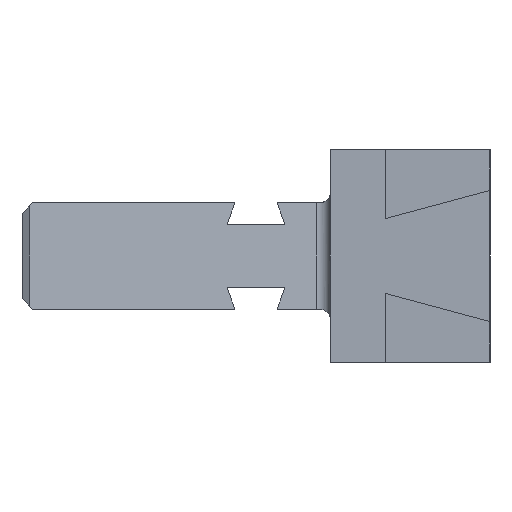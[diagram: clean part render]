
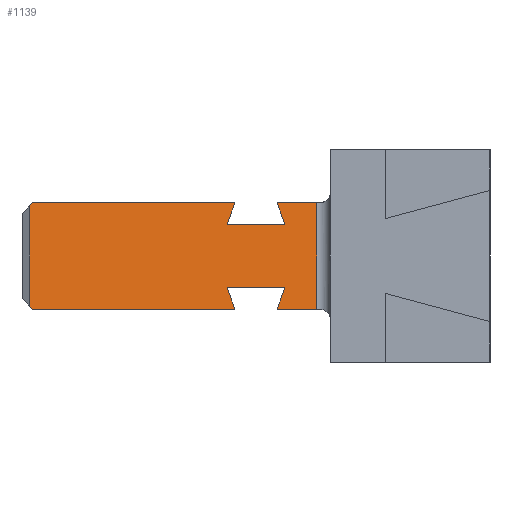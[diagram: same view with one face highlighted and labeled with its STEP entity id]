
A CAD part, left-side view. The second image highlights one B-rep face of the part: STEP entity #1139.
In plain terms, the highlighted planar face has unit normal (-0.966, -0.259, 0).
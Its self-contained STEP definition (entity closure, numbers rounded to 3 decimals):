
#17 = ORIENTED_EDGE ( 'NONE', *, *, #684, .T. ) ;
#40 = VERTEX_POINT ( 'NONE', #1021 ) ;
#47 = EDGE_CURVE ( 'NONE', #102, #125, #1390, .T. ) ;
#82 = FACE_OUTER_BOUND ( 'NONE', #120, .T. ) ;
#102 = VERTEX_POINT ( 'NONE', #1601 ) ;
#120 = EDGE_LOOP ( 'NONE', ( #17, #1355, #2357, #2176, #1303, #1989, #1375, #2406, #2384, #504, #1920, #1778, #442, #1791 ) ) ;
#125 = VERTEX_POINT ( 'NONE', #2419 ) ;
#130 = LINE ( 'NONE', #2307, #2009 ) ;
#198 = VERTEX_POINT ( 'NONE', #856 ) ;
#200 = EDGE_CURVE ( 'NONE', #125, #1639, #1844, .T. ) ;
#238 = CARTESIAN_POINT ( 'NONE',  ( -7.575, 28.271, -5. ) ) ;
#243 = LINE ( 'NONE', #1037, #1336 ) ;
#245 = EDGE_CURVE ( 'NONE', #198, #2014, #330, .T. ) ;
#290 = DIRECTION ( 'NONE',  ( 0.259, -0.966, 0. ) ) ;
#330 = LINE ( 'NONE', #916, #1866 ) ;
#411 = DIRECTION ( 'NONE',  ( 0.259, -0.966, 0. ) ) ;
#442 = ORIENTED_EDGE ( 'NONE', *, *, #1210, .F. ) ;
#445 = DIRECTION ( 'NONE',  ( 0., 0., -1. ) ) ;
#446 = DIRECTION ( 'NONE',  ( -0.091, 0.341, 0.936 ) ) ;
#463 = LINE ( 'NONE', #2007, #2205 ) ;
#484 = LINE ( 'NONE', #1034, #1624 ) ;
#504 = ORIENTED_EDGE ( 'NONE', *, *, #1753, .F. ) ;
#560 = CARTESIAN_POINT ( 'NONE',  ( 0., 0., -2.971 ) ) ;
#684 = EDGE_CURVE ( 'NONE', #699, #102, #130, .T. ) ;
#699 = VERTEX_POINT ( 'NONE', #1389 ) ;
#700 = CARTESIAN_POINT ( 'NONE',  ( 0., 0., -5. ) ) ;
#705 = CARTESIAN_POINT ( 'NONE',  ( -3.618, 13.504, -19.474 ) ) ;
#714 = VECTOR ( 'NONE', #2445, 1000. ) ;
#796 = VECTOR ( 'NONE', #445, 1000. ) ;
#808 = VERTEX_POINT ( 'NONE', #1261 ) ;
#815 = CARTESIAN_POINT ( 'NONE',  ( -7.497, 27.978, -5. ) ) ;
#856 = CARTESIAN_POINT ( 'NONE',  ( -2.6, 9.703, 2.971 ) ) ;
#858 = CARTESIAN_POINT ( 'NONE',  ( -0.322, 1.203, -5.469 ) ) ;
#879 = DIRECTION ( 'NONE',  ( -0.091, 0.341, -0.936 ) ) ;
#916 = CARTESIAN_POINT ( 'NONE',  ( 0., 0., 2.971 ) ) ;
#929 = DIRECTION ( 'NONE',  ( -0.186, 0.695, -0.695 ) ) ;
#956 = DIRECTION ( 'NONE',  ( 0.259, -0.966, 0. ) ) ;
#957 = VERTEX_POINT ( 'NONE', #1064 ) ;
#1021 = CARTESIAN_POINT ( 'NONE',  ( -1.145, 4.275, -2.971 ) ) ;
#1034 = CARTESIAN_POINT ( 'NONE',  ( -2.957, 11.037, -0.694 ) ) ;
#1037 = CARTESIAN_POINT ( 'NONE',  ( 0., 0., -5. ) ) ;
#1064 = CARTESIAN_POINT ( 'NONE',  ( -2.402, 8.964, 5. ) ) ;
#1072 = CARTESIAN_POINT ( 'NONE',  ( -0.337, 1.259, -5. ) ) ;
#1086 = VECTOR ( 'NONE', #1742, 1000. ) ;
#1122 = VECTOR ( 'NONE', #1643, 1000. ) ;
#1139 = ADVANCED_FACE ( 'NONE', ( #82 ), #2282, .T. ) ;
#1176 = EDGE_CURVE ( 'NONE', #1569, #1967, #2000, .T. ) ;
#1210 = EDGE_CURVE ( 'NONE', #957, #198, #484, .T. ) ;
#1226 = CARTESIAN_POINT ( 'NONE',  ( -0.337, 1.259, 5. ) ) ;
#1237 = EDGE_CURVE ( 'NONE', #2014, #2527, #2215, .T. ) ;
#1246 = DIRECTION ( 'NONE',  ( 0.091, -0.341, 0.936 ) ) ;
#1261 = CARTESIAN_POINT ( 'NONE',  ( -1.343, 5.013, -5. ) ) ;
#1301 = CARTESIAN_POINT ( 'NONE',  ( 0., 0., -5. ) ) ;
#1303 = ORIENTED_EDGE ( 'NONE', *, *, #1176, .F. ) ;
#1327 = LINE ( 'NONE', #2115, #2248 ) ;
#1336 = VECTOR ( 'NONE', #411, 1000. ) ;
#1355 = ORIENTED_EDGE ( 'NONE', *, *, #47, .T. ) ;
#1356 = CARTESIAN_POINT ( 'NONE',  ( -2.103, 7.85, -8.062 ) ) ;
#1365 = EDGE_CURVE ( 'NONE', #699, #957, #1327, .T. ) ;
#1374 = VECTOR ( 'NONE', #1603, 1000. ) ;
#1375 = ORIENTED_EDGE ( 'NONE', *, *, #2084, .F. ) ;
#1389 = CARTESIAN_POINT ( 'NONE',  ( -7.497, 27.978, 5. ) ) ;
#1390 = LINE ( 'NONE', #238, #796 ) ;
#1415 = AXIS2_PLACEMENT_3D ( 'NONE', #1301, #1654, #2273 ) ;
#1455 = VECTOR ( 'NONE', #1514, 1000. ) ;
#1495 = LINE ( 'NONE', #560, #2008 ) ;
#1514 = DIRECTION ( 'NONE',  ( 0.259, -0.966, 0. ) ) ;
#1569 = VERTEX_POINT ( 'NONE', #2364 ) ;
#1601 = CARTESIAN_POINT ( 'NONE',  ( -7.575, 28.271, 4.707 ) ) ;
#1603 = DIRECTION ( 'NONE',  ( 0., 0., 1. ) ) ;
#1624 = VECTOR ( 'NONE', #879, 1000. ) ;
#1639 = VERTEX_POINT ( 'NONE', #815 ) ;
#1643 = DIRECTION ( 'NONE',  ( 0.186, -0.695, -0.695 ) ) ;
#1654 = DIRECTION ( 'NONE',  ( -0.966, -0.259, 0. ) ) ;
#1683 = LINE ( 'NONE', #700, #1455 ) ;
#1692 = VERTEX_POINT ( 'NONE', #2427 ) ;
#1736 = CARTESIAN_POINT ( 'NONE',  ( -2.402, 8.964, -5. ) ) ;
#1742 = DIRECTION ( 'NONE',  ( 0.091, -0.341, -0.936 ) ) ;
#1753 = EDGE_CURVE ( 'NONE', #2527, #1692, #1886, .T. ) ;
#1778 = ORIENTED_EDGE ( 'NONE', *, *, #245, .F. ) ;
#1791 = ORIENTED_EDGE ( 'NONE', *, *, #1365, .F. ) ;
#1844 = LINE ( 'NONE', #705, #1122 ) ;
#1866 = VECTOR ( 'NONE', #956, 1000. ) ;
#1886 = LINE ( 'NONE', #2258, #714 ) ;
#1920 = ORIENTED_EDGE ( 'NONE', *, *, #1237, .F. ) ;
#1940 = CARTESIAN_POINT ( 'NONE',  ( -1.343, 5.013, 5. ) ) ;
#1967 = VERTEX_POINT ( 'NONE', #1736 ) ;
#1987 = LINE ( 'NONE', #1226, #1374 ) ;
#1989 = ORIENTED_EDGE ( 'NONE', *, *, #2487, .F. ) ;
#2000 = LINE ( 'NONE', #1356, #1086 ) ;
#2007 = CARTESIAN_POINT ( 'NONE',  ( -1.176, 4.39, -3.287 ) ) ;
#2008 = VECTOR ( 'NONE', #2117, 1000. ) ;
#2009 = VECTOR ( 'NONE', #929, 1000. ) ;
#2014 = VERTEX_POINT ( 'NONE', #2240 ) ;
#2084 = EDGE_CURVE ( 'NONE', #808, #40, #463, .T. ) ;
#2115 = CARTESIAN_POINT ( 'NONE',  ( 0., 0., 5. ) ) ;
#2117 = DIRECTION ( 'NONE',  ( -0.259, 0.966, 0. ) ) ;
#2150 = EDGE_CURVE ( 'NONE', #1639, #1967, #1683, .T. ) ;
#2176 = ORIENTED_EDGE ( 'NONE', *, *, #2150, .T. ) ;
#2183 = VERTEX_POINT ( 'NONE', #1072 ) ;
#2205 = VECTOR ( 'NONE', #1246, 1000. ) ;
#2215 = LINE ( 'NONE', #858, #2335 ) ;
#2240 = CARTESIAN_POINT ( 'NONE',  ( -1.145, 4.275, 2.971 ) ) ;
#2248 = VECTOR ( 'NONE', #290, 1000. ) ;
#2258 = CARTESIAN_POINT ( 'NONE',  ( 0., 0., 5. ) ) ;
#2273 = DIRECTION ( 'NONE',  ( 0.259, -0.966, 0. ) ) ;
#2282 = PLANE ( 'NONE',  #1415 ) ;
#2307 = CARTESIAN_POINT ( 'NONE',  ( -4.912, 18.331, 14.647 ) ) ;
#2335 = VECTOR ( 'NONE', #446, 1000. ) ;
#2357 = ORIENTED_EDGE ( 'NONE', *, *, #200, .T. ) ;
#2364 = CARTESIAN_POINT ( 'NONE',  ( -2.6, 9.703, -2.971 ) ) ;
#2383 = EDGE_CURVE ( 'NONE', #2183, #1692, #1987, .T. ) ;
#2384 = ORIENTED_EDGE ( 'NONE', *, *, #2383, .T. ) ;
#2406 = ORIENTED_EDGE ( 'NONE', *, *, #2428, .T. ) ;
#2419 = CARTESIAN_POINT ( 'NONE',  ( -7.575, 28.271, -4.707 ) ) ;
#2427 = CARTESIAN_POINT ( 'NONE',  ( -0.337, 1.259, 5. ) ) ;
#2428 = EDGE_CURVE ( 'NONE', #808, #2183, #243, .T. ) ;
#2445 = DIRECTION ( 'NONE',  ( 0.259, -0.966, 0. ) ) ;
#2487 = EDGE_CURVE ( 'NONE', #40, #1569, #1495, .T. ) ;
#2527 = VERTEX_POINT ( 'NONE', #1940 ) ;
